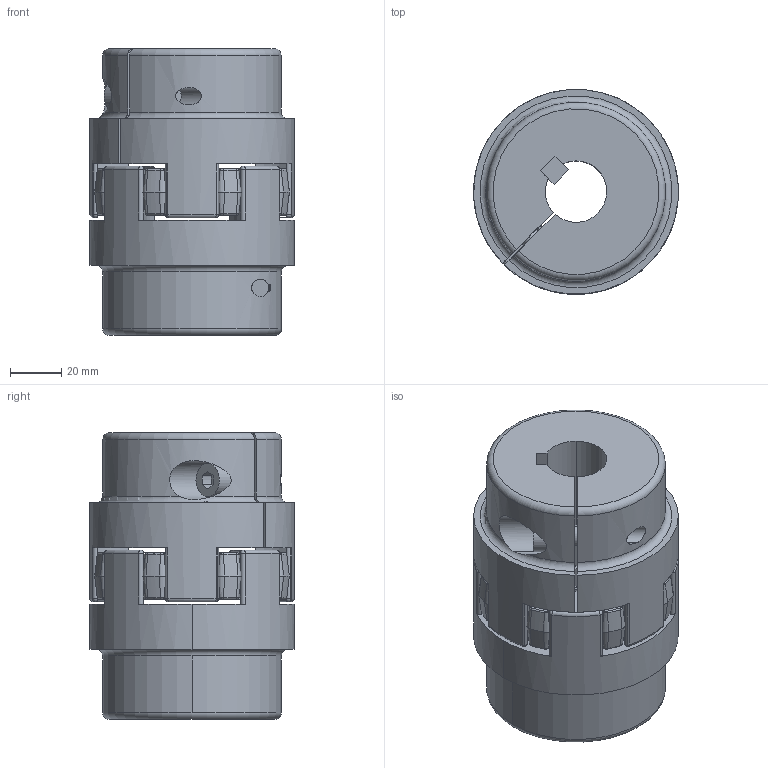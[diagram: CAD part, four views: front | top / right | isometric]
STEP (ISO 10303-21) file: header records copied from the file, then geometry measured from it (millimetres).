
FILE_DESCRIPTION (( 'STEP AP203' ), '1' );
FILE_NAME ('8380.STEP', '2018-11-12T20:57:31', ( 'IT' ), ( 'Microsoft' ), 'SwSTEP 2.0', 'SolidWorks 2018', '' );
FILE_SCHEMA (( 'CONFIG_CONTROL_DESIGN' ));
Length unit declared in the file: inch
Products named in the file (1): 8380
Bounding box: 80 x 80 x 111.98 mm (x, y, z)
Surface area: 68842.1 mm2 (no closed solid volume)
Topology: 0 solids, 4 shells, 313 faces, 960 edges, 634 vertices
Faces by surface type: torus 110, cone 81, cylinder 64, plane 38, sphere 20
Entity records: 11261 total; most frequent: CARTESIAN_POINT 2352, DIRECTION 2179, ORIENTED_EDGE 1604, AXIS2_PLACEMENT_3D 947, EDGE_CURVE 944, CIRCLE 633, VERTEX_POINT 626, EDGE_LOOP 334
